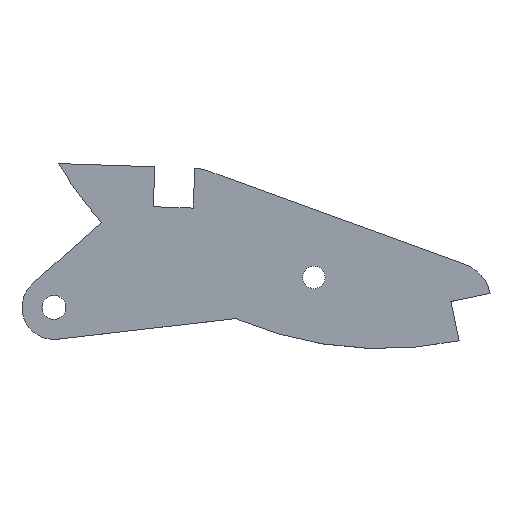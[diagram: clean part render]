
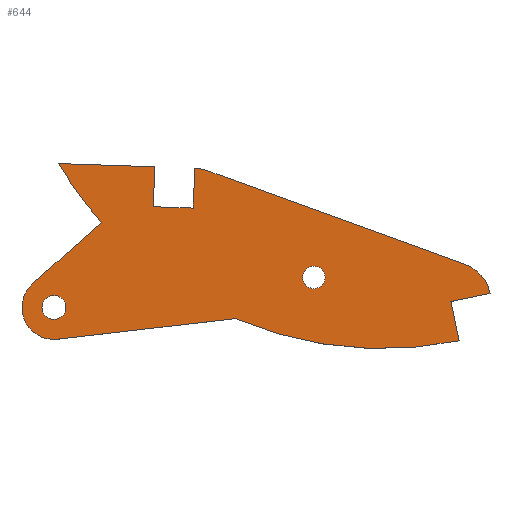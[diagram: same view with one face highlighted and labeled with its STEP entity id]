
A CAD part, top view. The second image highlights one B-rep face of the part: STEP entity #644.
In plain terms, the highlighted planar face has unit normal (0, 0, 1).
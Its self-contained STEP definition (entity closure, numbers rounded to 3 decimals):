
#36=CARTESIAN_POINT('Axis2P3D Location',(429.291,26.659,1.5)) ;
#40=CARTESIAN_POINT('Vertex',(394.155,-4.558,1.5)) ;
#42=CARTESIAN_POINT('Vertex',(388.795,2.803,1.5)) ;
#82=CARTESIAN_POINT('Control Point',(400.809,2.402,1.5)) ;
#83=CARTESIAN_POINT('Control Point',(398.404,2.483,1.5)) ;
#84=CARTESIAN_POINT('Control Point',(395.999,2.563,1.5)) ;
#85=CARTESIAN_POINT('Control Point',(393.597,2.643,1.5)) ;
#86=CARTESIAN_POINT('Control Point',(391.195,2.723,1.5)) ;
#87=CARTESIAN_POINT('Control Point',(388.795,2.803,1.5)) ;
#88=CARTESIAN_POINT('Vertex',(400.809,2.402,1.5)) ;
#118=CARTESIAN_POINT('Line Origine',(400.725,-0.096,1.5)) ;
#122=CARTESIAN_POINT('Vertex',(400.642,-2.595,1.5)) ;
#149=CARTESIAN_POINT('Line Origine',(403.14,-2.679,1.5)) ;
#153=CARTESIAN_POINT('Vertex',(405.639,-2.762,1.5)) ;
#180=CARTESIAN_POINT('Line Origine',(405.722,-0.264,1.5)) ;
#184=CARTESIAN_POINT('Vertex',(405.806,2.235,1.5)) ;
#211=CARTESIAN_POINT('Axis2P3D Location',(405.639,-2.762,1.5)) ;
#215=CARTESIAN_POINT('Vertex',(407.346,1.937,1.5)) ;
#242=CARTESIAN_POINT('Line Origine',(423.452,-3.915,1.5)) ;
#246=CARTESIAN_POINT('Vertex',(439.557,-9.767,1.5)) ;
#273=CARTESIAN_POINT('Axis2P3D Location',(437.852,-14.459,1.5)) ;
#277=CARTESIAN_POINT('Vertex',(442.739,-13.437,1.5)) ;
#304=CARTESIAN_POINT('Line Origine',(440.296,-13.948,1.5)) ;
#308=CARTESIAN_POINT('Vertex',(437.852,-14.459,1.5)) ;
#335=CARTESIAN_POINT('Line Origine',(438.362,-16.906,1.5)) ;
#339=CARTESIAN_POINT('Vertex',(438.872,-19.354,1.5)) ;
#361=CARTESIAN_POINT('Axis2P3D Location',(429.291,26.659,1.5)) ;
#365=CARTESIAN_POINT('Vertex',(410.878,-16.584,1.5)) ;
#392=CARTESIAN_POINT('Line Origine',(399.776,-17.872,1.5)) ;
#396=CARTESIAN_POINT('Vertex',(388.675,-19.161,1.5)) ;
#423=CARTESIAN_POINT('Axis2P3D Location',(388.214,-15.187,1.5)) ;
#427=CARTESIAN_POINT('Vertex',(385.557,-12.197,1.5)) ;
#454=CARTESIAN_POINT('Line Origine',(389.856,-8.377,1.5)) ;
#482=CARTESIAN_POINT('Vertex',(386.714,-15.187,1.5)) ;
#496=CARTESIAN_POINT('Vertex',(389.714,-15.187,1.5)) ;
#499=CARTESIAN_POINT('Axis2P3D Location',(388.214,-15.187,1.5)) ;
#516=CARTESIAN_POINT('Axis2P3D Location',(388.214,-15.187,1.5)) ;
#539=CARTESIAN_POINT('Vertex',(419.318,-11.438,1.5)) ;
#553=CARTESIAN_POINT('Vertex',(422.118,-11.438,1.5)) ;
#556=CARTESIAN_POINT('Axis2P3D Location',(420.718,-11.438,1.5)) ;
#573=CARTESIAN_POINT('Axis2P3D Location',(420.718,-11.438,1.5)) ;
#615=CARTESIAN_POINT('Axis2P3D Location',(0.,0.,1.5)) ;
#120=VECTOR('Line Direction',#119,1.) ;
#151=VECTOR('Line Direction',#150,1.) ;
#182=VECTOR('Line Direction',#181,1.) ;
#244=VECTOR('Line Direction',#243,1.) ;
#306=VECTOR('Line Direction',#305,1.) ;
#337=VECTOR('Line Direction',#336,1.) ;
#394=VECTOR('Line Direction',#393,1.) ;
#456=VECTOR('Line Direction',#455,1.) ;
#37=DIRECTION('Axis2P3D Direction',(0.,0.,-1.)) ;
#119=DIRECTION('Vector Direction',(0.033,0.999,0.)) ;
#150=DIRECTION('Vector Direction',(-0.999,0.033,0.)) ;
#181=DIRECTION('Vector Direction',(-0.034,-0.999,0.)) ;
#212=DIRECTION('Axis2P3D Direction',(0.,0.,-1.)) ;
#243=DIRECTION('Vector Direction',(-0.94,0.342,0.)) ;
#274=DIRECTION('Axis2P3D Direction',(0.,0.,-1.)) ;
#305=DIRECTION('Vector Direction',(-0.979,-0.205,0.)) ;
#336=DIRECTION('Vector Direction',(0.204,-0.979,0.)) ;
#362=DIRECTION('Axis2P3D Direction',(0.,0.,-1.)) ;
#393=DIRECTION('Vector Direction',(0.993,0.115,0.)) ;
#424=DIRECTION('Axis2P3D Direction',(0.,0.,-1.)) ;
#455=DIRECTION('Vector Direction',(0.748,0.664,0.)) ;
#500=DIRECTION('Axis2P3D Direction',(0.,0.,-1.)) ;
#517=DIRECTION('Axis2P3D Direction',(0.,0.,-1.)) ;
#557=DIRECTION('Axis2P3D Direction',(0.,0.,-1.)) ;
#574=DIRECTION('Axis2P3D Direction',(0.,0.,-1.)) ;
#616=DIRECTION('Axis2P3D Direction',(0.,0.,-1.)) ;
#617=DIRECTION('Axis2P3D XDirection',(1.,0.,0.)) ;
#38=AXIS2_PLACEMENT_3D('Circle Axis2P3D',#36,#37,$) ;
#213=AXIS2_PLACEMENT_3D('Circle Axis2P3D',#211,#212,$) ;
#275=AXIS2_PLACEMENT_3D('Circle Axis2P3D',#273,#274,$) ;
#363=AXIS2_PLACEMENT_3D('Circle Axis2P3D',#361,#362,$) ;
#425=AXIS2_PLACEMENT_3D('Circle Axis2P3D',#423,#424,$) ;
#501=AXIS2_PLACEMENT_3D('Circle Axis2P3D',#499,#500,$) ;
#518=AXIS2_PLACEMENT_3D('Circle Axis2P3D',#516,#517,$) ;
#558=AXIS2_PLACEMENT_3D('Circle Axis2P3D',#556,#557,$) ;
#575=AXIS2_PLACEMENT_3D('Circle Axis2P3D',#573,#574,$) ;
#618=AXIS2_PLACEMENT_3D('Plane Axis2P3D',#615,#616,#617) ;
#121=LINE('Line',#118,#120) ;
#152=LINE('Line',#149,#151) ;
#183=LINE('Line',#180,#182) ;
#245=LINE('Line',#242,#244) ;
#307=LINE('Line',#304,#306) ;
#338=LINE('Line',#335,#337) ;
#395=LINE('Line',#392,#394) ;
#457=LINE('Line',#454,#456) ;
#39=CIRCLE('generated circle',#38,47.) ;
#214=CIRCLE('generated circle',#213,5.) ;
#276=CIRCLE('generated circle',#275,4.992) ;
#364=CIRCLE('generated circle',#363,47.) ;
#426=CIRCLE('generated circle',#425,4.) ;
#502=CIRCLE('generated circle',#501,1.5) ;
#519=CIRCLE('generated circle',#518,1.5) ;
#559=CIRCLE('generated circle',#558,1.4) ;
#576=CIRCLE('generated circle',#575,1.4) ;
#619=PLANE('',#618) ;
#639=FACE_BOUND('',#636,.T.) ;
#643=FACE_BOUND('',#640,.T.) ;
#44=EDGE_CURVE('',#41,#43,#39,.T.) ;
#90=EDGE_CURVE('',#43,#89,#81,.F.) ;
#124=EDGE_CURVE('',#89,#123,#121,.F.) ;
#155=EDGE_CURVE('',#123,#154,#152,.F.) ;
#186=EDGE_CURVE('',#154,#185,#183,.F.) ;
#217=EDGE_CURVE('',#185,#216,#214,.T.) ;
#248=EDGE_CURVE('',#216,#247,#245,.F.) ;
#279=EDGE_CURVE('',#247,#278,#276,.T.) ;
#310=EDGE_CURVE('',#278,#309,#307,.T.) ;
#341=EDGE_CURVE('',#309,#340,#338,.T.) ;
#367=EDGE_CURVE('',#340,#366,#364,.T.) ;
#398=EDGE_CURVE('',#366,#397,#395,.F.) ;
#429=EDGE_CURVE('',#397,#428,#426,.T.) ;
#458=EDGE_CURVE('',#428,#41,#457,.T.) ;
#503=EDGE_CURVE('',#483,#497,#502,.T.) ;
#520=EDGE_CURVE('',#497,#483,#519,.T.) ;
#560=EDGE_CURVE('',#540,#554,#559,.T.) ;
#577=EDGE_CURVE('',#554,#540,#576,.T.) ;
#621=ORIENTED_EDGE('',*,*,#458,.F.) ;
#622=ORIENTED_EDGE('',*,*,#429,.F.) ;
#623=ORIENTED_EDGE('',*,*,#398,.F.) ;
#624=ORIENTED_EDGE('',*,*,#367,.F.) ;
#625=ORIENTED_EDGE('',*,*,#341,.F.) ;
#626=ORIENTED_EDGE('',*,*,#310,.F.) ;
#627=ORIENTED_EDGE('',*,*,#279,.F.) ;
#628=ORIENTED_EDGE('',*,*,#248,.F.) ;
#629=ORIENTED_EDGE('',*,*,#217,.F.) ;
#630=ORIENTED_EDGE('',*,*,#186,.F.) ;
#631=ORIENTED_EDGE('',*,*,#155,.F.) ;
#632=ORIENTED_EDGE('',*,*,#124,.F.) ;
#633=ORIENTED_EDGE('',*,*,#90,.F.) ;
#634=ORIENTED_EDGE('',*,*,#44,.F.) ;
#637=ORIENTED_EDGE('',*,*,#520,.T.) ;
#638=ORIENTED_EDGE('',*,*,#503,.T.) ;
#641=ORIENTED_EDGE('',*,*,#577,.T.) ;
#642=ORIENTED_EDGE('',*,*,#560,.T.) ;
#620=EDGE_LOOP('',(#621,#622,#623,#624,#625,#626,#627,#628,#629,#630,#631,#632,#633,#634)) ;
#636=EDGE_LOOP('',(#637,#638)) ;
#640=EDGE_LOOP('',(#641,#642)) ;
#41=VERTEX_POINT('',#40) ;
#43=VERTEX_POINT('',#42) ;
#89=VERTEX_POINT('',#88) ;
#123=VERTEX_POINT('',#122) ;
#154=VERTEX_POINT('',#153) ;
#185=VERTEX_POINT('',#184) ;
#216=VERTEX_POINT('',#215) ;
#247=VERTEX_POINT('',#246) ;
#278=VERTEX_POINT('',#277) ;
#309=VERTEX_POINT('',#308) ;
#340=VERTEX_POINT('',#339) ;
#366=VERTEX_POINT('',#365) ;
#397=VERTEX_POINT('',#396) ;
#428=VERTEX_POINT('',#427) ;
#483=VERTEX_POINT('',#482) ;
#497=VERTEX_POINT('',#496) ;
#540=VERTEX_POINT('',#539) ;
#554=VERTEX_POINT('',#553) ;
#644=ADVANCED_FACE('PartBody',(#635,#639,#643),#619,.F.) ;
#81=B_SPLINE_CURVE_WITH_KNOTS('',5,(#82,#83,#84,#85,#86,#87),.UNSPECIFIED.,.F.,.U.,(6,6),(500119.005,500131.05),.UNSPECIFIED.) ;
#635=FACE_OUTER_BOUND('',#620,.T.) ;
